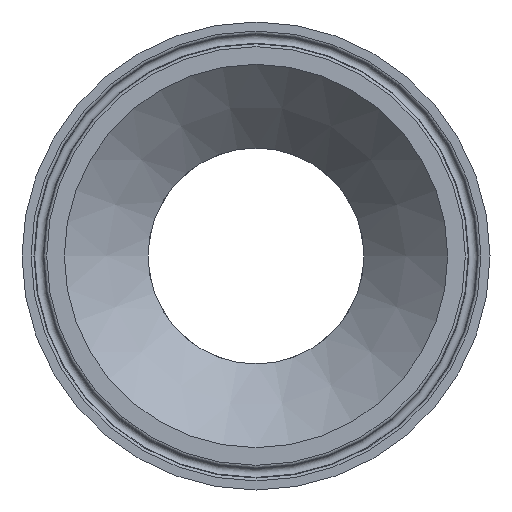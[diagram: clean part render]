
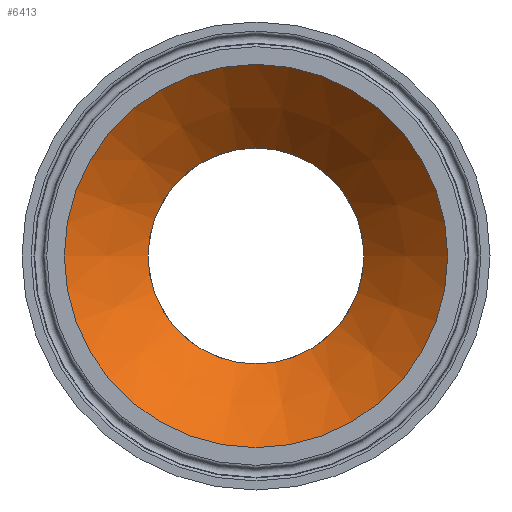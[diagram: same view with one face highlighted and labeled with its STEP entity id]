
A CAD part, left-side view. The second image highlights one B-rep face of the part: STEP entity #6413.
In plain terms, the highlighted conical face has half-angle 45 degrees and reference radius 38.067 mm.
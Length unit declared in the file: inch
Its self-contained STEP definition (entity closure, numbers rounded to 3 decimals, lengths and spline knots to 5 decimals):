
#24=CONICAL_SURFACE('',#6813,1.4987,45.);
#117=FACE_BOUND('',#1192,.T.);
#784=FACE_OUTER_BOUND('',#1191,.T.);
#1191=EDGE_LOOP('',(#5994));
#1192=EDGE_LOOP('',(#5995));
#1670=CIRCLE('',#6808,1.917);
#1672=CIRCLE('',#6812,1.0804);
#3160=VERTEX_POINT('',#13795);
#3162=VERTEX_POINT('',#13801);
#4105=EDGE_CURVE('',#3160,#3160,#1670,.T.);
#4107=EDGE_CURVE('',#3162,#3162,#1672,.T.);
#5994=ORIENTED_EDGE('',*,*,#4105,.F.);
#5995=ORIENTED_EDGE('',*,*,#4107,.T.);
#6413=ADVANCED_FACE('',(#784,#117),#24,.F.);
#6808=AXIS2_PLACEMENT_3D('',#13796,#8024,#8025);
#6812=AXIS2_PLACEMENT_3D('',#13802,#8032,#8033);
#6813=AXIS2_PLACEMENT_3D('',#13803,#8034,#8035);
#8024=DIRECTION('center_axis',(1.,0.,0.));
#8025=DIRECTION('ref_axis',(0.,1.,0.));
#8032=DIRECTION('center_axis',(1.,0.,0.));
#8033=DIRECTION('ref_axis',(0.,1.,0.));
#8034=DIRECTION('center_axis',(-1.,0.,0.));
#8035=DIRECTION('ref_axis',(0.,1.,0.));
#13795=CARTESIAN_POINT('',(0.,1.917,0.));
#13796=CARTESIAN_POINT('Origin',(0.,0.,
0.));
#13801=CARTESIAN_POINT('',(0.8366,1.0804,0.));
#13802=CARTESIAN_POINT('Origin',(0.8366,0.,
0.));
#13803=CARTESIAN_POINT('Origin',(0.4183,0.,
0.));
